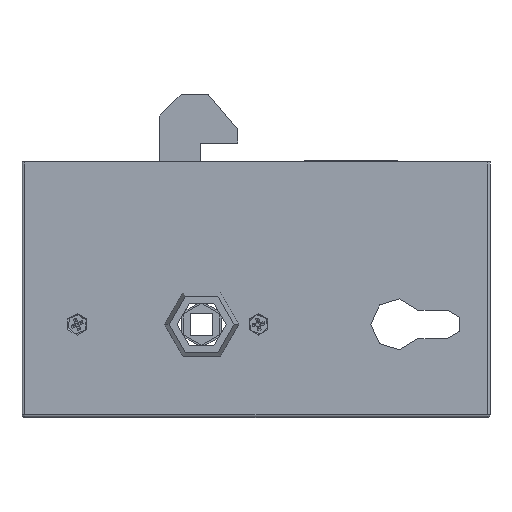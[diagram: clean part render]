
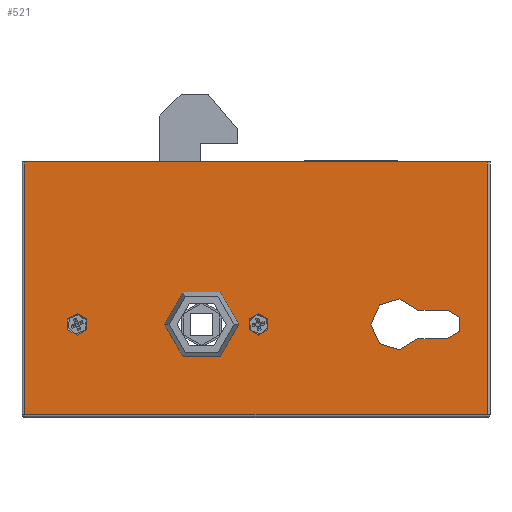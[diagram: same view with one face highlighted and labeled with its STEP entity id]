
A CAD part, left-side view. The second image highlights one B-rep face of the part: STEP entity #521.
In plain terms, the highlighted planar face has unit normal (-1, 0, 0).
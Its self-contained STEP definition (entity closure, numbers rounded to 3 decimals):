
#52 = DIRECTION ( 'NONE',  ( -1., 0., 0. ) ) ;
#134 = VERTEX_POINT ( 'NONE', #22695 ) ;
#264 = VERTEX_POINT ( 'NONE', #6961 ) ;
#521 = ADVANCED_FACE ( 'NONE', ( #22737, #13999, #17348, #12617, #19334 ), #16754, .T. ) ;
#554 = VERTEX_POINT ( 'NONE', #20703 ) ;
#654 = VECTOR ( 'NONE', #8930, 1000. ) ;
#1062 = EDGE_CURVE ( 'NONE', #20715, #9374, #19907, .T. ) ;
#1431 = EDGE_CURVE ( 'NONE', #22163, #20715, #2672, .T. ) ;
#1655 = CARTESIAN_POINT ( 'NONE',  ( -20., 116.6, -60. ) ) ;
#1748 = EDGE_CURVE ( 'NONE', #15074, #11847, #8912, .T. ) ;
#1904 = LINE ( 'NONE', #21179, #17368 ) ;
#1907 = EDGE_LOOP ( 'NONE', ( #5887, #23232 ) ) ;
#2431 = DIRECTION ( 'NONE',  ( -1., 0., 0. ) ) ;
#2616 = EDGE_CURVE ( 'NONE', #554, #2728, #3847, .T. ) ;
#2672 = CIRCLE ( 'NONE', #21856, 9.5 ) ;
#2728 = VERTEX_POINT ( 'NONE', #1655 ) ;
#2824 = DIRECTION ( 'NONE',  ( 0., 0., 1. ) ) ;
#2959 = ORIENTED_EDGE ( 'NONE', *, *, #20744, .T. ) ;
#3257 = EDGE_LOOP ( 'NONE', ( #7059, #11887 ) ) ;
#3549 = EDGE_CURVE ( 'NONE', #12554, #5247, #4096, .T. ) ;
#3586 = CARTESIAN_POINT ( 'NONE',  ( -20., 172., -93.5 ) ) ;
#3847 = CIRCLE ( 'NONE', #12697, 10. ) ;
#4096 = CIRCLE ( 'NONE', #9406, 4. ) ;
#4226 = DIRECTION ( 'NONE',  ( 1., 0., 0. ) ) ;
#4282 = DIRECTION ( 'NONE',  ( 0., 0., 1. ) ) ;
#4312 = DIRECTION ( 'NONE',  ( 0., 1., 0. ) ) ;
#4805 = CARTESIAN_POINT ( 'NONE',  ( -20., 152.6, -60. ) ) ;
#5063 = LINE ( 'NONE', #13969, #23076 ) ;
#5247 = VERTEX_POINT ( 'NONE', #21861 ) ;
#5460 = LINE ( 'NONE', #15756, #654 ) ;
#5887 = ORIENTED_EDGE ( 'NONE', *, *, #12138, .F. ) ;
#5928 = EDGE_CURVE ( 'NONE', #5247, #12554, #17520, .T. ) ;
#6171 = VERTEX_POINT ( 'NONE', #11902 ) ;
#6421 = EDGE_CURVE ( 'NONE', #264, #6824, #5460, .T. ) ;
#6450 = VECTOR ( 'NONE', #21143, 1000. ) ;
#6560 = CARTESIAN_POINT ( 'NONE',  ( -20., 106.6, -60. ) ) ;
#6824 = VERTEX_POINT ( 'NONE', #15645 ) ;
#6961 = CARTESIAN_POINT ( 'NONE',  ( -20., 172., 0. ) ) ;
#7059 = ORIENTED_EDGE ( 'NONE', *, *, #5928, .F. ) ;
#7141 = DIRECTION ( 'NONE',  ( 0., 0., 1. ) ) ;
#7496 = ORIENTED_EDGE ( 'NONE', *, *, #21805, .T. ) ;
#7569 = DIRECTION ( 'NONE',  ( 1., 0., 0. ) ) ;
#7725 = CARTESIAN_POINT ( 'NONE',  ( -20., 15.65, -60. ) ) ;
#7883 = DIRECTION ( 'NONE',  ( 1., 0., 0. ) ) ;
#7886 = VECTOR ( 'NONE', #4282, 1000. ) ;
#8226 = ORIENTED_EDGE ( 'NONE', *, *, #19691, .T. ) ;
#8394 = CIRCLE ( 'NONE', #19486, 4. ) ;
#8447 = DIRECTION ( 'NONE',  ( 0., 0., 1. ) ) ;
#8912 = LINE ( 'NONE', #9212, #17064 ) ;
#8930 = DIRECTION ( 'NONE',  ( 0., -1., 0. ) ) ;
#8961 = CARTESIAN_POINT ( 'NONE',  ( -20., 85.6, -60. ) ) ;
#8972 = ORIENTED_EDGE ( 'NONE', *, *, #1062, .T. ) ;
#9049 = DIRECTION ( 'NONE',  ( -1., 0., 0. ) ) ;
#9062 = ORIENTED_EDGE ( 'NONE', *, *, #20299, .T. ) ;
#9212 = CARTESIAN_POINT ( 'NONE',  ( -20., 0., -93.5 ) ) ;
#9374 = VERTEX_POINT ( 'NONE', #12630 ) ;
#9406 = AXIS2_PLACEMENT_3D ( 'NONE', #8961, #52, #21523 ) ;
#9540 = DIRECTION ( 'NONE',  ( 0., 1., 0. ) ) ;
#9714 = ORIENTED_EDGE ( 'NONE', *, *, #10705, .T. ) ;
#9803 = CARTESIAN_POINT ( 'NONE',  ( -20., 44.1, -60. ) ) ;
#9816 = EDGE_LOOP ( 'NONE', ( #9062, #12970, #22064, #8972, #8226 ) ) ;
#9887 = CARTESIAN_POINT ( 'NONE',  ( -20., 26.682, -65.25 ) ) ;
#10423 = DIRECTION ( 'NONE',  ( 0., 1., 0. ) ) ;
#10705 = EDGE_CURVE ( 'NONE', #2728, #554, #15531, .T. ) ;
#11094 = DIRECTION ( 'NONE',  ( 0., 1., 0. ) ) ;
#11155 = DIRECTION ( 'NONE',  ( 0., -1., 0. ) ) ;
#11308 = CARTESIAN_POINT ( 'NONE',  ( -20., 1., -94.5 ) ) ;
#11847 = VERTEX_POINT ( 'NONE', #13464 ) ;
#11887 = ORIENTED_EDGE ( 'NONE', *, *, #3549, .F. ) ;
#11902 = CARTESIAN_POINT ( 'NONE',  ( -20., 152.6, -56. ) ) ;
#12089 = CIRCLE ( 'NONE', #17074, 4. ) ;
#12138 = EDGE_CURVE ( 'NONE', #6171, #134, #8394, .T. ) ;
#12420 = ORIENTED_EDGE ( 'NONE', *, *, #2616, .T. ) ;
#12554 = VERTEX_POINT ( 'NONE', #19309 ) ;
#12617 = FACE_BOUND ( 'NONE', #9816, .T. ) ;
#12630 = CARTESIAN_POINT ( 'NONE',  ( -20., 26.682, -54.75 ) ) ;
#12667 = LINE ( 'NONE', #11308, #7886 ) ;
#12697 = AXIS2_PLACEMENT_3D ( 'NONE', #6560, #15443, #15512 ) ;
#12970 = ORIENTED_EDGE ( 'NONE', *, *, #21023, .T. ) ;
#13168 = CARTESIAN_POINT ( 'NONE',  ( -20., 173., -94.5 ) ) ;
#13205 = CARTESIAN_POINT ( 'NONE',  ( -20., 106.6, -60. ) ) ;
#13464 = CARTESIAN_POINT ( 'NONE',  ( -20., 1., -93.5 ) ) ;
#13627 = DIRECTION ( 'NONE',  ( -1., 0., 0. ) ) ;
#13628 = AXIS2_PLACEMENT_3D ( 'NONE', #7725, #7883, #4312 ) ;
#13969 = CARTESIAN_POINT ( 'NONE',  ( -20., 15.65, -54.75 ) ) ;
#13999 = FACE_BOUND ( 'NONE', #3257, .T. ) ;
#14353 = CIRCLE ( 'NONE', #13628, 5.25 ) ;
#14382 = AXIS2_PLACEMENT_3D ( 'NONE', #19809, #9049, #7141 ) ;
#14481 = AXIS2_PLACEMENT_3D ( 'NONE', #13168, #2431, #22521 ) ;
#15074 = VERTEX_POINT ( 'NONE', #3586 ) ;
#15108 = CARTESIAN_POINT ( 'NONE',  ( -20., 15.65, -65.25 ) ) ;
#15124 = EDGE_LOOP ( 'NONE', ( #22125, #2959, #17610, #7496 ) ) ;
#15171 = LINE ( 'NONE', #17500, #6450 ) ;
#15443 = DIRECTION ( 'NONE',  ( 1., 0., 0. ) ) ;
#15512 = DIRECTION ( 'NONE',  ( 0., 1., 0. ) ) ;
#15531 = CIRCLE ( 'NONE', #18711, 10. ) ;
#15645 = CARTESIAN_POINT ( 'NONE',  ( -20., 1., 0. ) ) ;
#15694 = DIRECTION ( 'NONE',  ( 0., -1., 0. ) ) ;
#15756 = CARTESIAN_POINT ( 'NONE',  ( -20., 173., 0. ) ) ;
#16754 = PLANE ( 'NONE',  #14481 ) ;
#16801 = DIRECTION ( 'NONE',  ( 0., 1., 0. ) ) ;
#17064 = VECTOR ( 'NONE', #11155, 1000. ) ;
#17074 = AXIS2_PLACEMENT_3D ( 'NONE', #19186, #13627, #2824 ) ;
#17348 = FACE_BOUND ( 'NONE', #22025, .T. ) ;
#17358 = DIRECTION ( 'NONE',  ( -1., 0., 0. ) ) ;
#17368 = VECTOR ( 'NONE', #10423, 1000. ) ;
#17500 = CARTESIAN_POINT ( 'NONE',  ( -20., 172., -94.5 ) ) ;
#17520 = CIRCLE ( 'NONE', #14382, 4. ) ;
#17610 = ORIENTED_EDGE ( 'NONE', *, *, #6421, .F. ) ;
#18302 = CARTESIAN_POINT ( 'NONE',  ( -20., 34.6, -60. ) ) ;
#18711 = AXIS2_PLACEMENT_3D ( 'NONE', #13205, #4226, #16801 ) ;
#18981 = VERTEX_POINT ( 'NONE', #15108 ) ;
#19186 = CARTESIAN_POINT ( 'NONE',  ( -20., 152.6, -60. ) ) ;
#19309 = CARTESIAN_POINT ( 'NONE',  ( -20., 85.6, -64. ) ) ;
#19334 = FACE_OUTER_BOUND ( 'NONE', #15124, .T. ) ;
#19486 = AXIS2_PLACEMENT_3D ( 'NONE', #4805, #17358, #8447 ) ;
#19691 = EDGE_CURVE ( 'NONE', #9374, #20530, #5063, .T. ) ;
#19809 = CARTESIAN_POINT ( 'NONE',  ( -20., 85.6, -60. ) ) ;
#19907 = CIRCLE ( 'NONE', #21721, 9.5 ) ;
#20299 = EDGE_CURVE ( 'NONE', #20530, #18981, #14353, .T. ) ;
#20530 = VERTEX_POINT ( 'NONE', #21452 ) ;
#20703 = CARTESIAN_POINT ( 'NONE',  ( -20., 96.6, -60. ) ) ;
#20715 = VERTEX_POINT ( 'NONE', #9803 ) ;
#20744 = EDGE_CURVE ( 'NONE', #11847, #6824, #12667, .T. ) ;
#21023 = EDGE_CURVE ( 'NONE', #18981, #22163, #1904, .T. ) ;
#21143 = DIRECTION ( 'NONE',  ( 0., 0., -1. ) ) ;
#21179 = CARTESIAN_POINT ( 'NONE',  ( -20., 26.682, -65.25 ) ) ;
#21452 = CARTESIAN_POINT ( 'NONE',  ( -20., 15.65, -54.75 ) ) ;
#21523 = DIRECTION ( 'NONE',  ( 0., 0., 1. ) ) ;
#21721 = AXIS2_PLACEMENT_3D ( 'NONE', #18302, #7569, #9540 ) ;
#21805 = EDGE_CURVE ( 'NONE', #264, #15074, #15171, .T. ) ;
#21856 = AXIS2_PLACEMENT_3D ( 'NONE', #22029, #22097, #11094 ) ;
#21861 = CARTESIAN_POINT ( 'NONE',  ( -20., 85.6, -56. ) ) ;
#22025 = EDGE_LOOP ( 'NONE', ( #9714, #12420 ) ) ;
#22029 = CARTESIAN_POINT ( 'NONE',  ( -20., 34.6, -60. ) ) ;
#22064 = ORIENTED_EDGE ( 'NONE', *, *, #1431, .T. ) ;
#22097 = DIRECTION ( 'NONE',  ( 1., 0., 0. ) ) ;
#22125 = ORIENTED_EDGE ( 'NONE', *, *, #1748, .T. ) ;
#22163 = VERTEX_POINT ( 'NONE', #9887 ) ;
#22521 = DIRECTION ( 'NONE',  ( 0., -1., 0. ) ) ;
#22695 = CARTESIAN_POINT ( 'NONE',  ( -20., 152.6, -64. ) ) ;
#22737 = FACE_BOUND ( 'NONE', #1907, .T. ) ;
#22786 = EDGE_CURVE ( 'NONE', #134, #6171, #12089, .T. ) ;
#23076 = VECTOR ( 'NONE', #15694, 1000. ) ;
#23232 = ORIENTED_EDGE ( 'NONE', *, *, #22786, .F. ) ;
